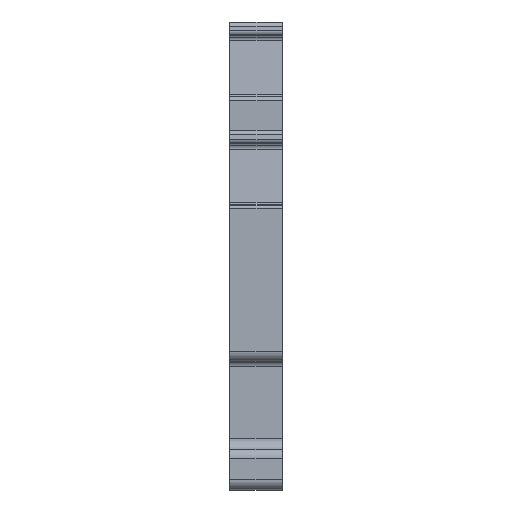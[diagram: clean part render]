
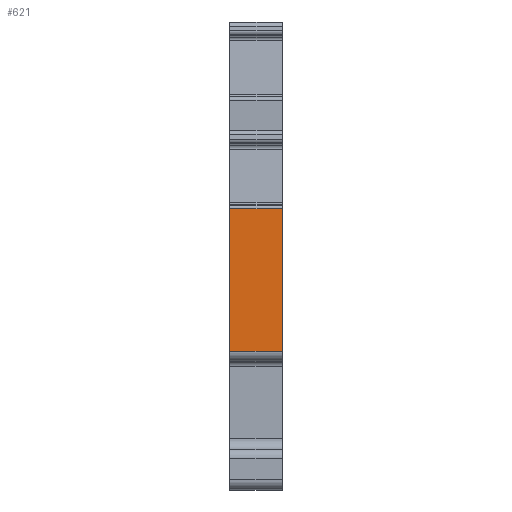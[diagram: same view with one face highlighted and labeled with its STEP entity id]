
A CAD part, left-side view. The second image highlights one B-rep face of the part: STEP entity #621.
In plain terms, the highlighted planar face has unit normal (-1, 0, 0).
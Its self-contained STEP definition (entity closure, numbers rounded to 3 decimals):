
#621 = ADVANCED_FACE( 'NONE', ( #1428 ), #1429, .T. );
#1428 = FACE_OUTER_BOUND( '', #2422, .T. );
#1429 = PLANE( '', #2423 );
#2422 = EDGE_LOOP( '', ( #4342, #4343, #4344, #4345 ) );
#2423 = AXIS2_PLACEMENT_3D( '', #4346, #4347, #4348 );
#4342 = ORIENTED_EDGE( '', *, *, #6935, .T. );
#4343 = ORIENTED_EDGE( '', *, *, #6362, .T. );
#4344 = ORIENTED_EDGE( '', *, *, #6936, .T. );
#4345 = ORIENTED_EDGE( '', *, *, #6937, .T. );
#4346 = CARTESIAN_POINT( '', ( -36.55, 5.15, 11.5 ) );
#4347 = DIRECTION( '', ( -1., 0., 0. ) );
#4348 = DIRECTION( '', ( 0., 1., 0. ) );
#6362 = EDGE_CURVE( 'NONE', #7775, #7773, #7776, .T. );
#6935 = EDGE_CURVE( 'NONE', #8706, #7775, #8707, .T. );
#6936 = EDGE_CURVE( 'NONE', #7773, #8708, #8709, .T. );
#6937 = EDGE_CURVE( 'NONE', #8708, #8706, #8710, .T. );
#7773 = VERTEX_POINT( 'NONE', #9764 );
#7775 = VERTEX_POINT( 'NONE', #9766 );
#7776 = LINE( '', #9767, #9768 );
#8706 = VERTEX_POINT( 'NONE', #11036 );
#8707 = LINE( '', #11037, #11038 );
#8708 = VERTEX_POINT( 'NONE', #11039 );
#8709 = LINE( '', #11040, #11041 );
#8710 = LINE( '', #11042, #11043 );
#9764 = CARTESIAN_POINT( '', ( -36.55, 5.15, -2.45 ) );
#9766 = CARTESIAN_POINT( '', ( -36.55, 5.15, 11.5 ) );
#9767 = CARTESIAN_POINT( '', ( -36.55, 5.15, 11.5 ) );
#9768 = VECTOR( '', #12101, 1000. );
#11036 = CARTESIAN_POINT( '', ( -36.55, 0., 11.5 ) );
#11037 = CARTESIAN_POINT( '', ( -36.55, 5.15, 11.5 ) );
#11038 = VECTOR( '', #12839, 1000. );
#11039 = CARTESIAN_POINT( '', ( -36.55, 0., -2.45 ) );
#11040 = CARTESIAN_POINT( '', ( -36.55, 5.15, -2.45 ) );
#11041 = VECTOR( '', #12840, 1000. );
#11042 = CARTESIAN_POINT( '', ( -36.55, 0., 11.5 ) );
#11043 = VECTOR( '', #12841, 1000. );
#12101 = DIRECTION( '', ( 0., 0., -1. ) );
#12839 = DIRECTION( '', ( 0., 1., 0. ) );
#12840 = DIRECTION( '', ( 0., -1., 0. ) );
#12841 = DIRECTION( '', ( 0., 0., 1. ) );
